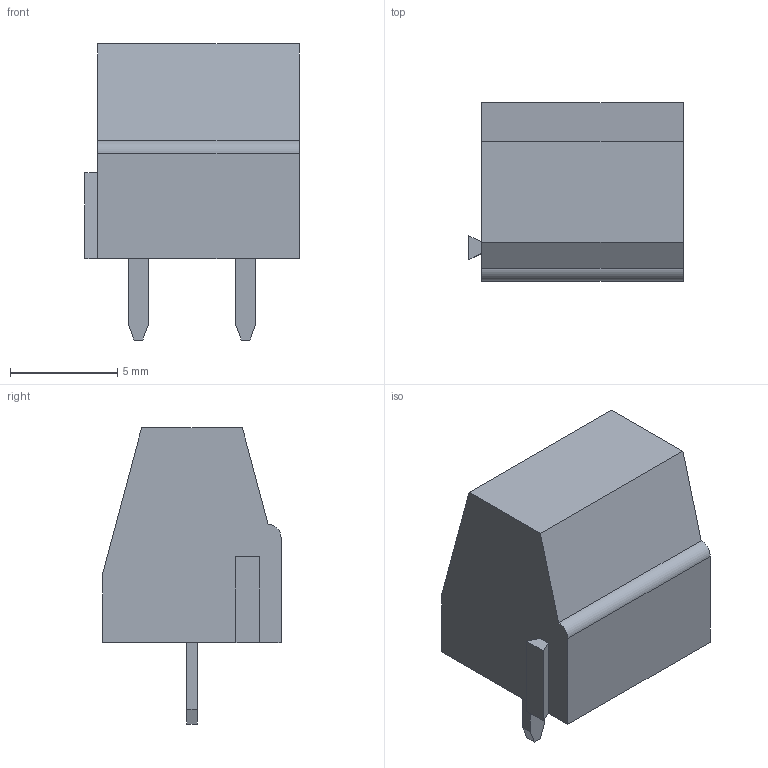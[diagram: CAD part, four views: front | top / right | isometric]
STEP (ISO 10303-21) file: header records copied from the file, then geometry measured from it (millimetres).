
FILE_DESCRIPTION(('FreeCAD Model'),'2;1');
FILE_NAME('Open CASCADE Shape Model','2024-10-11T20:10:35',(''),(''), 'Open CASCADE STEP processor 7.7','FreeCAD','Unknown');
FILE_SCHEMA(('AUTOMOTIVE_DESIGN { 1 0 10303 214 1 1 1 1 }'));
Length unit declared in the file: millimetre
Products named in the file (8): Amphenol ICC 01x02; Connector housing; Slider; Pin; Screw; Slider001; Pin001; Screw001
Assembly tree (7 placements, depth 2):
  Amphenol ICC 01x02
    Connector housing
    Slider
    Pin
    Screw
    Slider001
    Pin001
    Screw001
Bounding box: 10 x 8.3 x 13.8 mm (x, y, z)
Volume: 780.2 mm3; surface area: 865.5 mm2
Topology: 7 solids, 7 shells, 113 faces, 299 edges, 200 vertices
Faces by surface type: plane 86, cylinder 21, cone 6
Full cylindrical faces by diameter (mm): 1.7 x2, 2 x2, 3 x2
Entity records: 3849 total; most frequent: CARTESIAN_POINT 770, DIRECTION 609, ORIENTED_EDGE 598, EDGE_CURVE 299, LINE 207, VECTOR 207, AXIS2_PLACEMENT_3D 201, VERTEX_POINT 200
